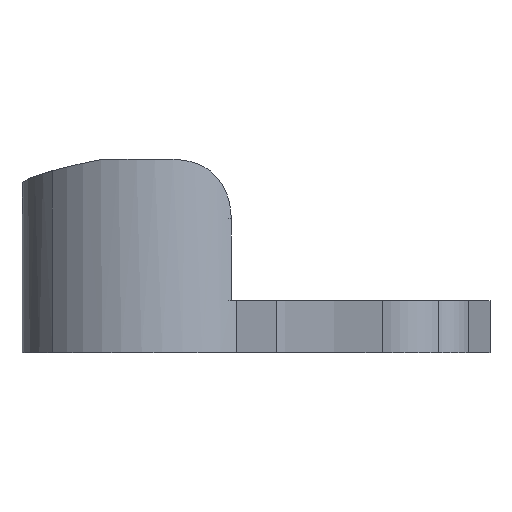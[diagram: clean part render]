
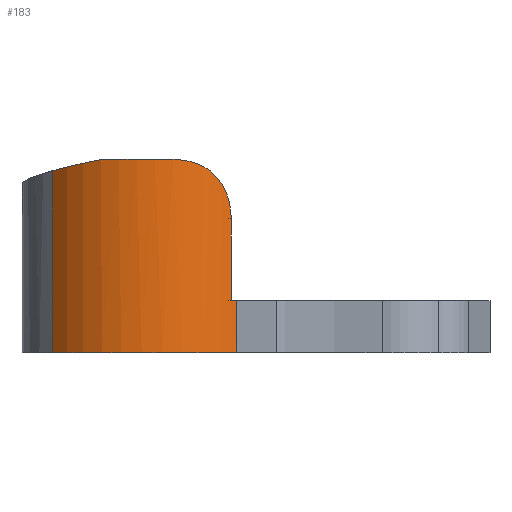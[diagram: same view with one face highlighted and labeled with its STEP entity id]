
A CAD part, left-side view. The second image highlights one B-rep face of the part: STEP entity #183.
In plain terms, the highlighted cylindrical face has radius 17.462 mm (diameter 34.925 mm), a partial arc.
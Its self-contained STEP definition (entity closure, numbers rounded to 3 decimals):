
#4 = VERTEX_POINT ( 'NONE', #145 ) ;
#36 =( BOUNDED_CURVE ( )  B_SPLINE_CURVE ( 3, ( #1439, #1437, #1440, #1441 ),
 .UNSPECIFIED., .F., .T. ) 
 B_SPLINE_CURVE_WITH_KNOTS ( ( 4, 4 ),
 ( 1.27, 1.743 ),
 .UNSPECIFIED. ) 
 CURVE ( )  GEOMETRIC_REPRESENTATION_ITEM ( )  RATIONAL_B_SPLINE_CURVE ( ( 1., 0.981, 0.981, 1. ) ) 
 REPRESENTATION_ITEM ( '' )  );
#39 = B_SPLINE_CURVE_WITH_KNOTS ( 'NONE', 3,
 ( #1498, #1492, #1493, #1500, #1501, #1502, #1503, #1504, #1505, #1506, #1507, #1508, #1509, #1510, #1511, #1512, #1513, #1514, #1515, #1516, #1517, #1518, #1519, #1520 ),
 .UNSPECIFIED., .F., .F.,
 ( 4, 2, 2, 2, 2, 2, 2, 2, 2, 2, 2, 4 ),
 ( 0., 0.002, 0.002, 0.003, 0.005, 0.007, 0.008, 0.009, 0.01, 0.011, 0.011, 0.013 ),
 .UNSPECIFIED. ) ;
#131 = EDGE_LOOP ( 'NONE', ( #557, #558, #559, #560, #561, #562, #563, #564 ) ) ;
#145 = CARTESIAN_POINT ( 'NONE',  ( 158.421, -20.557, -7. ) ) ;
#183 = ADVANCED_FACE ( 'NONE', ( #724 ), #729, .T. ) ;
#268 = EDGE_CURVE ( 'NONE', #340, #342, #36, .T. ) ;
#280 = EDGE_CURVE ( 'NONE', #340, #345, #852, .T. ) ;
#281 = EDGE_CURVE ( 'NONE', #344, #345, #857, .T. ) ;
#282 = EDGE_CURVE ( 'NONE', #4, #344, #858, .T. ) ;
#283 = EDGE_CURVE ( 'NONE', #4, #348, #860, .T. ) ;
#284 = EDGE_CURVE ( 'NONE', #348, #349, #863, .T. ) ;
#285 = EDGE_CURVE ( 'NONE', #346, #349, #39, .T. ) ;
#286 = EDGE_CURVE ( 'NONE', #346, #342, #861, .T. ) ;
#340 = VERTEX_POINT ( 'NONE', #1846 ) ;
#342 = VERTEX_POINT ( 'NONE', #1856 ) ;
#344 = VERTEX_POINT ( 'NONE', #1857 ) ;
#345 = VERTEX_POINT ( 'NONE', #1858 ) ;
#346 = VERTEX_POINT ( 'NONE', #1859 ) ;
#348 = VERTEX_POINT ( 'NONE', #1861 ) ;
#349 = VERTEX_POINT ( 'NONE', #1862 ) ;
#557 = ORIENTED_EDGE ( 'NONE', *, *, #268, .F. ) ;
#558 = ORIENTED_EDGE ( 'NONE', *, *, #280, .T. ) ;
#559 = ORIENTED_EDGE ( 'NONE', *, *, #281, .F. ) ;
#560 = ORIENTED_EDGE ( 'NONE', *, *, #282, .F. ) ;
#561 = ORIENTED_EDGE ( 'NONE', *, *, #283, .T. ) ;
#562 = ORIENTED_EDGE ( 'NONE', *, *, #284, .T. ) ;
#563 = ORIENTED_EDGE ( 'NONE', *, *, #285, .F. ) ;
#564 = ORIENTED_EDGE ( 'NONE', *, *, #286, .T. ) ;
#724 = FACE_OUTER_BOUND ( 'NONE', #131, .T. ) ;
#729 = CYLINDRICAL_SURFACE ( 'NONE', #944, 17.462 ) ;
#852 = LINE ( 'NONE', #1480, #859 ) ;
#857 = CIRCLE ( 'NONE', #994, 17.462 ) ;
#858 = LINE ( 'NONE', #1487, #862 ) ;
#859 = VECTOR ( 'NONE', #1485, 1000. ) ;
#860 = CIRCLE ( 'NONE', #995, 17.462 ) ;
#861 = CIRCLE ( 'NONE', #996, 17.462 ) ;
#862 = VECTOR ( 'NONE', #1484, 1000. ) ;
#863 = LINE ( 'NONE', #1491, #865 ) ;
#865 = VECTOR ( 'NONE', #1486, 1000. ) ;
#944 = AXIS2_PLACEMENT_3D ( 'NONE', #1085, #1086, #1088 ) ;
#994 = AXIS2_PLACEMENT_3D ( 'NONE', #1488, #1489, #1490 ) ;
#995 = AXIS2_PLACEMENT_3D ( 'NONE', #1494, #1495, #1496 ) ;
#996 = AXIS2_PLACEMENT_3D ( 'NONE', #1523, #1524, #1525 ) ;
#1085 = CARTESIAN_POINT ( 'NONE',  ( 158.748, -3.098, -26. ) ) ;
#1086 = DIRECTION ( 'NONE',  ( 0., 0., 1. ) ) ;
#1088 = DIRECTION ( 'NONE',  ( -1., 0., 0. ) ) ;
#1437 = CARTESIAN_POINT ( 'NONE',  ( 176.21, -5.876, -24.961 ) ) ;
#1439 = CARTESIAN_POINT ( 'NONE',  ( 176.21, -3.098, -24.461 ) ) ;
#1440 = CARTESIAN_POINT ( 'NONE',  ( 175.56, -8.576, -25.484 ) ) ;
#1441 = CARTESIAN_POINT ( 'NONE',  ( 174.295, -11.05, -26. ) ) ;
#1480 = CARTESIAN_POINT ( 'NONE',  ( 176.21, -3.098, -26. ) ) ;
#1484 = DIRECTION ( 'NONE',  ( 0., 0., 1. ) ) ;
#1485 = DIRECTION ( 'NONE',  ( 0., 0., 1. ) ) ;
#1486 = DIRECTION ( 'NONE',  ( 0., 0., -1. ) ) ;
#1487 = CARTESIAN_POINT ( 'NONE',  ( 158.421, -20.557, -26. ) ) ;
#1488 = CARTESIAN_POINT ( 'NONE',  ( 158.748, -3.098, 0. ) ) ;
#1489 = DIRECTION ( 'NONE',  ( 0., 0., 1. ) ) ;
#1490 = DIRECTION ( 'NONE',  ( 1., 0., 0. ) ) ;
#1491 = CARTESIAN_POINT ( 'NONE',  ( 159.424, -20.547, -7. ) ) ;
#1492 = CARTESIAN_POINT ( 'NONE',  ( 167.155, -18.414, -26. ) ) ;
#1493 = CARTESIAN_POINT ( 'NONE',  ( 166.672, -18.668, -25.962 ) ) ;
#1494 = CARTESIAN_POINT ( 'NONE',  ( 158.748, -3.098, -7. ) ) ;
#1495 = DIRECTION ( 'NONE',  ( 0., 0., 1. ) ) ;
#1496 = DIRECTION ( 'NONE',  ( 1., 0., 0. ) ) ;
#1498 = CARTESIAN_POINT ( 'NONE',  ( 167.63, -18.133, -26. ) ) ;
#1500 = CARTESIAN_POINT ( 'NONE',  ( 165.94, -19.013, -25.838 ) ) ;
#1501 = CARTESIAN_POINT ( 'NONE',  ( 165.695, -19.122, -25.786 ) ) ;
#1502 = CARTESIAN_POINT ( 'NONE',  ( 165.201, -19.326, -25.657 ) ) ;
#1503 = CARTESIAN_POINT ( 'NONE',  ( 164.953, -19.423, -25.579 ) ) ;
#1504 = CARTESIAN_POINT ( 'NONE',  ( 164.22, -19.689, -25.313 ) ) ;
#1505 = CARTESIAN_POINT ( 'NONE',  ( 163.747, -19.836, -25.089 ) ) ;
#1506 = CARTESIAN_POINT ( 'NONE',  ( 162.835, -20.082, -24.542 ) ) ;
#1507 = CARTESIAN_POINT ( 'NONE',  ( 162.394, -20.18, -24.214 ) ) ;
#1508 = CARTESIAN_POINT ( 'NONE',  ( 161.595, -20.332, -23.482 ) ) ;
#1509 = CARTESIAN_POINT ( 'NONE',  ( 161.234, -20.386, -23.076 ) ) ;
#1510 = CARTESIAN_POINT ( 'NONE',  ( 160.753, -20.446, -22.406 ) ) ;
#1511 = CARTESIAN_POINT ( 'NONE',  ( 160.603, -20.462, -22.173 ) ) ;
#1512 = CARTESIAN_POINT ( 'NONE',  ( 160.332, -20.489, -21.698 ) ) ;
#1513 = CARTESIAN_POINT ( 'NONE',  ( 160.209, -20.5, -21.454 ) ) ;
#1514 = CARTESIAN_POINT ( 'NONE',  ( 159.989, -20.517, -20.954 ) ) ;
#1515 = CARTESIAN_POINT ( 'NONE',  ( 159.891, -20.523, -20.698 ) ) ;
#1516 = CARTESIAN_POINT ( 'NONE',  ( 159.723, -20.533, -20.174 ) ) ;
#1517 = CARTESIAN_POINT ( 'NONE',  ( 159.651, -20.537, -19.906 ) ) ;
#1518 = CARTESIAN_POINT ( 'NONE',  ( 159.482, -20.545, -19.099 ) ) ;
#1519 = CARTESIAN_POINT ( 'NONE',  ( 159.424, -20.547, -18.554 ) ) ;
#1520 = CARTESIAN_POINT ( 'NONE',  ( 159.424, -20.547, -18. ) ) ;
#1523 = CARTESIAN_POINT ( 'NONE',  ( 158.748, -3.098, -26. ) ) ;
#1524 = DIRECTION ( 'NONE',  ( 0., 0., 1. ) ) ;
#1525 = DIRECTION ( 'NONE',  ( 1., 0., 0. ) ) ;
#1846 = CARTESIAN_POINT ( 'NONE',  ( 176.21, -3.098, -24.461 ) ) ;
#1856 = CARTESIAN_POINT ( 'NONE',  ( 174.295, -11.05, -26. ) ) ;
#1857 = CARTESIAN_POINT ( 'NONE',  ( 158.421, -20.557, 0. ) ) ;
#1858 = CARTESIAN_POINT ( 'NONE',  ( 176.21, -3.098, 0. ) ) ;
#1859 = CARTESIAN_POINT ( 'NONE',  ( 167.63, -18.133, -26. ) ) ;
#1861 = CARTESIAN_POINT ( 'NONE',  ( 159.424, -20.547, -7. ) ) ;
#1862 = CARTESIAN_POINT ( 'NONE',  ( 159.424, -20.547, -18. ) ) ;
